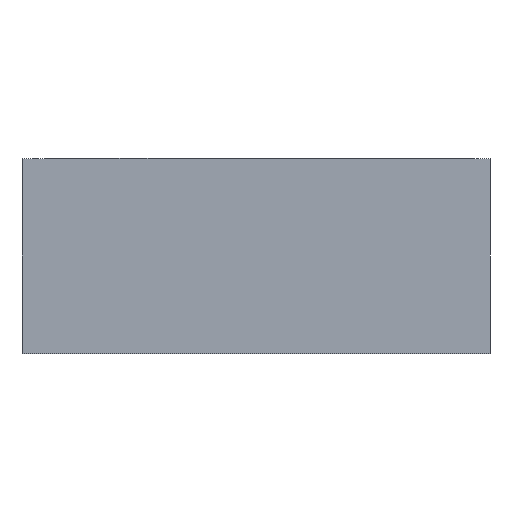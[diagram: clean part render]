
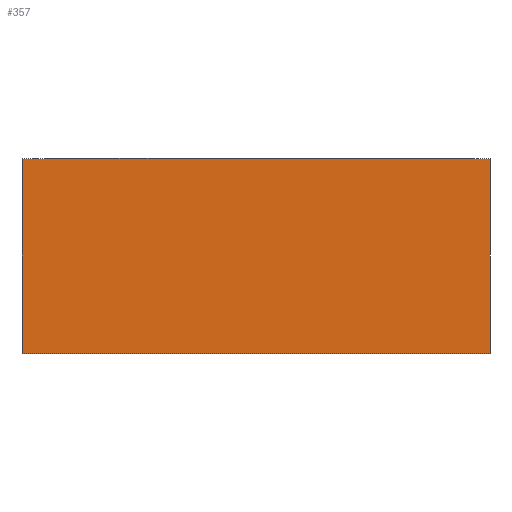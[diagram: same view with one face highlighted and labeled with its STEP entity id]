
A CAD part, front view. The second image highlights one B-rep face of the part: STEP entity #357.
In plain terms, the highlighted planar face has unit normal (0, -1, 0).
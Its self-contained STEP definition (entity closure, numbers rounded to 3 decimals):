
#45=FACE_OUTER_BOUND('',#65,.T.);
#65=EDGE_LOOP('',(#299,#300,#301,#302));
#105=LINE('',#586,#145);
#106=LINE('',#589,#146);
#107=LINE('',#591,#147);
#108=LINE('',#592,#148);
#145=VECTOR('',#484,10.);
#146=VECTOR('',#487,10.);
#147=VECTOR('',#488,10.);
#148=VECTOR('',#489,10.);
#179=VERTEX_POINT('',#582);
#180=VERTEX_POINT('',#584);
#181=VERTEX_POINT('',#588);
#182=VERTEX_POINT('',#590);
#225=EDGE_CURVE('',#179,#180,#105,.T.);
#226=EDGE_CURVE('',#181,#179,#106,.T.);
#227=EDGE_CURVE('',#182,#180,#107,.T.);
#228=EDGE_CURVE('',#181,#182,#108,.T.);
#299=ORIENTED_EDGE('',*,*,#226,.T.);
#300=ORIENTED_EDGE('',*,*,#225,.T.);
#301=ORIENTED_EDGE('',*,*,#227,.F.);
#302=ORIENTED_EDGE('',*,*,#228,.F.);
#338=PLANE('',#398);
#357=ADVANCED_FACE('',(#45),#338,.T.);
#398=AXIS2_PLACEMENT_3D('',#587,#485,#486);
#484=DIRECTION('',(0.,0.,1.));
#485=DIRECTION('center_axis',(0.,-1.,0.));
#486=DIRECTION('ref_axis',(1.,0.,0.));
#487=DIRECTION('',(1.,0.,0.));
#488=DIRECTION('',(1.,0.,0.));
#489=DIRECTION('',(0.,0.,1.));
#582=CARTESIAN_POINT('',(285.1,-297.942,3.175));
#584=CARTESIAN_POINT('',(285.1,-297.942,38.175));
#586=CARTESIAN_POINT('',(285.1,-297.942,3.175));
#587=CARTESIAN_POINT('Origin',(201.1,-297.942,3.175));
#588=CARTESIAN_POINT('',(201.1,-297.942,3.175));
#589=CARTESIAN_POINT('',(201.1,-297.942,3.175));
#590=CARTESIAN_POINT('',(201.1,-297.942,38.175));
#591=CARTESIAN_POINT('',(201.1,-297.942,38.175));
#592=CARTESIAN_POINT('',(201.1,-297.942,3.175));
